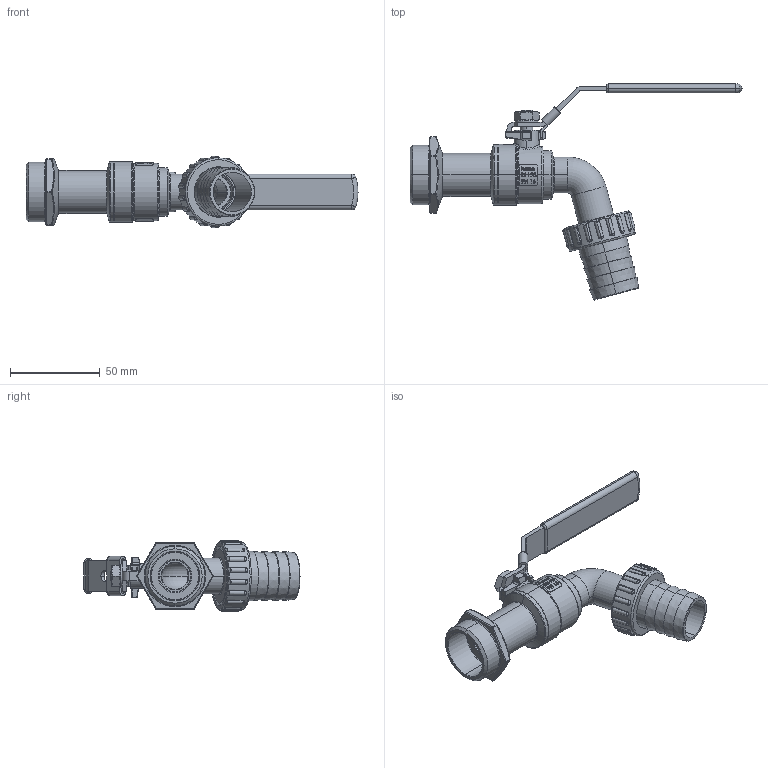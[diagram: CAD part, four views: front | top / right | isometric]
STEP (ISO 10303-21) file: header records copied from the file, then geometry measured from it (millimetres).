
FILE_DESCRIPTION (( 'STEP AP214' ), '1' );
FILE_NAME ('AH-100-0KU-4 Kugelauslaufhahn mit Tülle 1710.STEP', '2017-10-19T10:29:21', ( '' ), ( '' ), 'SwSTEP 2.0', 'SolidWorks 2016', '' );
FILE_SCHEMA (( 'AUTOMOTIVE_DESIGN' ));
Length unit declared in the file: millimetre
Products named in the file (1): AH-100-0KU-4 Kugelauslaufhahn mit Tülle 1710
Bounding box: 185 x 120.37 x 39.8 mm (x, y, z)
Volume: 69120.9 mm3; surface area: 37935.8 mm2
Topology: 2 solids, 2 shells, 946 faces, 2384 edges, 1469 vertices
Faces by surface type: plane 271, cylinder 257, bspline 231, torus 100, cone 53, sphere 34
Entity records: 49439 total; most frequent: CARTESIAN_POINT 18129, ORIENTED_EDGE 4720, DIRECTION 3808, EDGE_CURVE 2360, VERTEX_POINT 1465, AXIS2_PLACEMENT_3D 1425, EDGE_LOOP 1003, LINE 958
